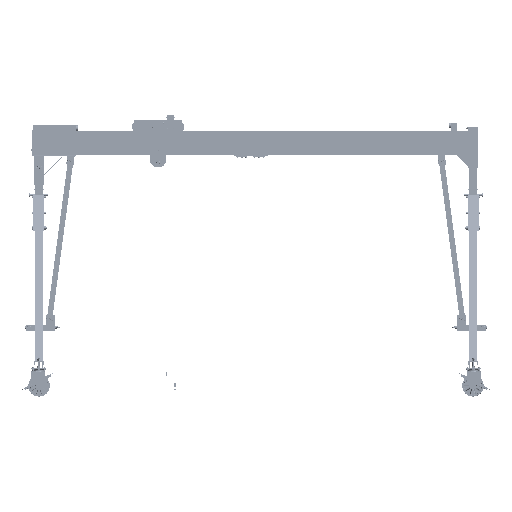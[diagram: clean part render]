
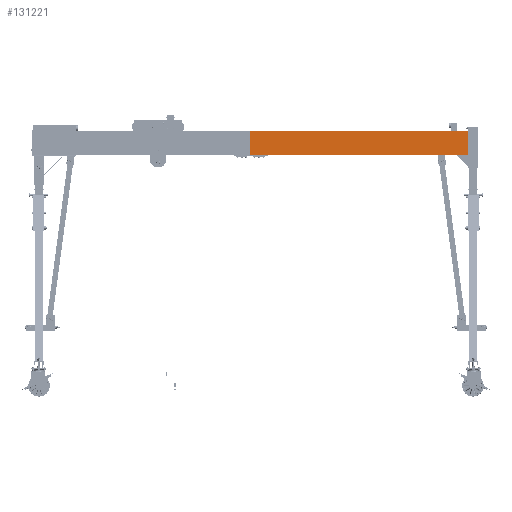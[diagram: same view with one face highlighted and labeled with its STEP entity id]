
A CAD part, left-side view. The second image highlights one B-rep face of the part: STEP entity #131221.
In plain terms, the highlighted planar face has unit normal (-1, 0, 0).
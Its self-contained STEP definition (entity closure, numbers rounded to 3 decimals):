
#16881=LINE('',#312518,#25047);
#16908=LINE('',#312573,#25074);
#16910=LINE('',#312576,#25076);
#16911=LINE('',#312577,#25077);
#25047=VECTOR('',#174304,10.);
#25074=VECTOR('',#174351,10.);
#25076=VECTOR('',#174355,10.);
#25077=VECTOR('',#174356,10.);
#32631=FACE_OUTER_BOUND('',#40545,.T.);
#40545=EDGE_LOOP('',(#111131,#111132,#111133,#111134));
#57428=VERTEX_POINT('',#312515);
#57429=VERTEX_POINT('',#312517);
#57446=VERTEX_POINT('',#312570);
#57447=VERTEX_POINT('',#312572);
#75398=EDGE_CURVE('',#57428,#57429,#16881,.T.);
#75425=EDGE_CURVE('',#57447,#57446,#16908,.T.);
#75427=EDGE_CURVE('',#57428,#57447,#16910,.T.);
#75428=EDGE_CURVE('',#57446,#57429,#16911,.T.);
#111131=ORIENTED_EDGE('',*,*,#75427,.T.);
#111132=ORIENTED_EDGE('',*,*,#75425,.T.);
#111133=ORIENTED_EDGE('',*,*,#75428,.T.);
#111134=ORIENTED_EDGE('',*,*,#75398,.F.);
#116317=PLANE('',#143338);
#131221=ADVANCED_FACE('',(#32631),#116317,.T.);
#143338=AXIS2_PLACEMENT_3D('',#312575,#174353,#174354);
#174304=DIRECTION('',(0.,1.,0.));
#174351=DIRECTION('',(0.,1.,0.));
#174353=DIRECTION('center_axis',(-1.,0.,0.));
#174354=DIRECTION('ref_axis',(0.,1.,0.));
#174355=DIRECTION('',(0.,0.,1.));
#174356=DIRECTION('',(0.,0.,-1.));
#312515=CARTESIAN_POINT('',(-30.,46.,694.));
#312517=CARTESIAN_POINT('',(-30.,2046.,694.));
#312518=CARTESIAN_POINT('',(-30.,46.,694.));
#312570=CARTESIAN_POINT('',(-30.,2046.,914.));
#312572=CARTESIAN_POINT('',(-30.,46.,914.));
#312573=CARTESIAN_POINT('',(-30.,46.,914.));
#312575=CARTESIAN_POINT('Origin',(-30.,46.,911.));
#312576=CARTESIAN_POINT('',(-30.,46.,697.));
#312577=CARTESIAN_POINT('',(-30.,2046.,697.));
